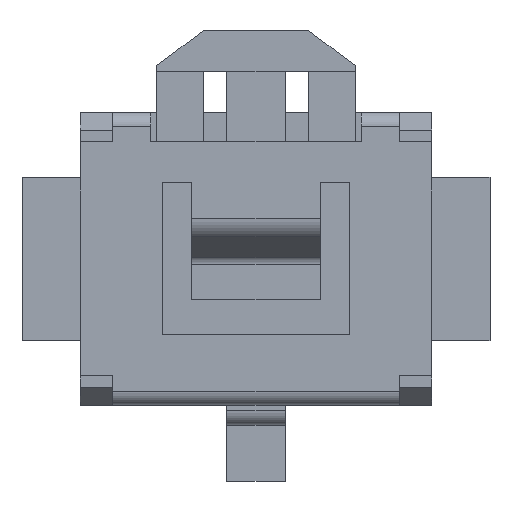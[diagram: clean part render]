
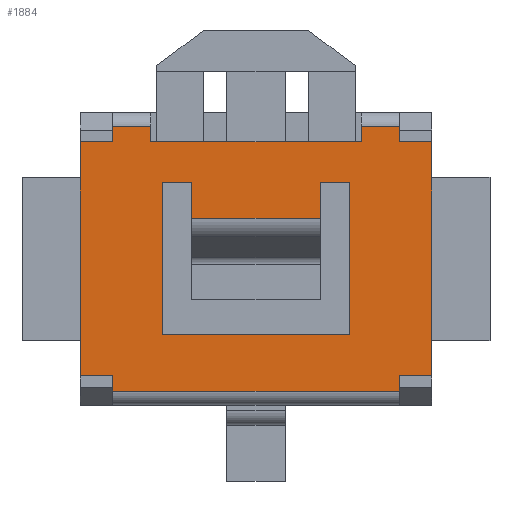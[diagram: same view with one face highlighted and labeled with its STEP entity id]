
A CAD part, top view. The second image highlights one B-rep face of the part: STEP entity #1884.
In plain terms, the highlighted planar face has unit normal (0, 0, 1).
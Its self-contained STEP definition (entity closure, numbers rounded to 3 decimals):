
#13=DIRECTION('',(0.,0.,1.));
#27=VECTOR('',#28,1.);
#28=DIRECTION('',(1.,0.,0.));
#40=VECTOR('',#41,1.);
#41=DIRECTION('',(1.,0.,0.));
#65=VECTOR('',#66,1.);
#66=DIRECTION('',(-1.,0.,0.));
#91=DIRECTION('',(0.,1.,0.));
#109=VECTOR('',#110,1.);
#110=DIRECTION('',(0.,-1.,0.));
#117=VECTOR('',#91,1.);
#148=VECTOR('',#149,1.);
#149=DIRECTION('',(-1.,0.,0.));
#220=VECTOR('',#221,1.);
#221=DIRECTION('',(0.,-1.,0.));
#317=VECTOR('',#318,1.);
#318=DIRECTION('',(0.,1.,0.));
#588=VECTOR('',#589,1.);
#589=DIRECTION('',(-1.,0.,0.));
#609=VECTOR('',#610,1.);
#610=DIRECTION('',(1.,0.,0.));
#989=VERTEX_POINT('',#990);
#990=CARTESIAN_POINT('',(1.5,-0.18,1.2));
#992=ORIENTED_EDGE('',*,*,#993,.T.);
#993=EDGE_CURVE('',#989,#994,#996,.T.);
#994=VERTEX_POINT('',#995);
#995=CARTESIAN_POINT('',(1.5,1.82,1.2));
#996=LINE('',#990,#117);
#1061=VERTEX_POINT('',#1062);
#1062=CARTESIAN_POINT('',(1.225,-0.18,1.2));
#1065=EDGE_CURVE('',#1061,#1066,#1068,.T.);
#1066=VERTEX_POINT('',#1067);
#1067=CARTESIAN_POINT('',(1.225,-0.31,1.2));
#1068=LINE('',#1062,#220);
#1089=VERTEX_POINT('',#1090);
#1090=CARTESIAN_POINT('',(-1.225,-0.18,1.2));
#1092=ORIENTED_EDGE('',*,*,#1093,.T.);
#1093=EDGE_CURVE('',#1089,#1094,#1096,.T.);
#1094=VERTEX_POINT('',#1095);
#1095=CARTESIAN_POINT('',(-1.225,-0.31,1.2));
#1096=LINE('',#1090,#220);
#1209=VERTEX_POINT('',#1210);
#1210=CARTESIAN_POINT('',(-1.5,1.82,1.2));
#1212=ORIENTED_EDGE('',*,*,#1213,.T.);
#1213=EDGE_CURVE('',#1209,#1214,#1216,.T.);
#1214=VERTEX_POINT('',#1215);
#1215=CARTESIAN_POINT('',(-1.5,-0.18,1.2));
#1216=LINE('',#1210,#109);
#1850=VERTEX_POINT('',#1851);
#1851=CARTESIAN_POINT('',(1.225,1.82,1.2));
#1853=ORIENTED_EDGE('',*,*,#1854,.T.);
#1854=EDGE_CURVE('',#1850,#1855,#1857,.T.);
#1855=VERTEX_POINT('',#1856);
#1856=CARTESIAN_POINT('',(1.225,1.95,1.2));
#1857=LINE('',#1851,#317);
#1869=ORIENTED_EDGE('',*,*,#1870,.T.);
#1870=EDGE_CURVE('',#994,#1850,#1871,.T.);
#1871=LINE('',#995,#148);
#1878=ORIENTED_EDGE('',*,*,#1879,.T.);
#1879=EDGE_CURVE('',#1061,#989,#1880,.T.);
#1880=LINE('',#1215,#27);
#1884=ADVANCED_FACE('',(#1885,#1924),#1965,.T.);
#1885=FACE_BOUND('',#1886,.T.);
#1886=EDGE_LOOP('',(#1887,#1092,#1889,#1892,#1878,#992,#1869,#1853,#1893,#1898,#1903,#1907,#1912,#1917,#1922,#1212));
#1887=ORIENTED_EDGE('',*,*,#1888,.T.);
#1888=EDGE_CURVE('',#1214,#1089,#1880,.T.);
#1889=ORIENTED_EDGE('',*,*,#1890,.F.);
#1890=EDGE_CURVE('',#1066,#1094,#1891,.T.);
#1891=LINE('',#1067,#65);
#1892=ORIENTED_EDGE('',*,*,#1065,.F.);
#1893=ORIENTED_EDGE('',*,*,#1894,.F.);
#1894=EDGE_CURVE('',#1895,#1855,#1897,.T.);
#1895=VERTEX_POINT('',#1896);
#1896=CARTESIAN_POINT('',(0.9,1.95,1.2));
#1897=LINE('',#1896,#609);
#1898=ORIENTED_EDGE('',*,*,#1899,.F.);
#1899=EDGE_CURVE('',#1900,#1895,#1902,.T.);
#1900=VERTEX_POINT('',#1901);
#1901=CARTESIAN_POINT('',(0.9,1.82,1.2));
#1902=LINE('',#1901,#317);
#1903=ORIENTED_EDGE('',*,*,#1904,.T.);
#1904=EDGE_CURVE('',#1900,#1905,#1871,.T.);
#1905=VERTEX_POINT('',#1906);
#1906=CARTESIAN_POINT('',(-0.9,1.82,1.2));
#1907=ORIENTED_EDGE('',*,*,#1908,.T.);
#1908=EDGE_CURVE('',#1905,#1909,#1911,.T.);
#1909=VERTEX_POINT('',#1910);
#1910=CARTESIAN_POINT('',(-0.9,1.95,1.2));
#1911=LINE('',#1906,#317);
#1912=ORIENTED_EDGE('',*,*,#1913,.T.);
#1913=EDGE_CURVE('',#1909,#1914,#1916,.T.);
#1914=VERTEX_POINT('',#1915);
#1915=CARTESIAN_POINT('',(-1.225,1.95,1.2));
#1916=LINE('',#1910,#588);
#1917=ORIENTED_EDGE('',*,*,#1918,.F.);
#1918=EDGE_CURVE('',#1919,#1914,#1921,.T.);
#1919=VERTEX_POINT('',#1920);
#1920=CARTESIAN_POINT('',(-1.225,1.82,1.2));
#1921=LINE('',#1920,#317);
#1922=ORIENTED_EDGE('',*,*,#1923,.T.);
#1923=EDGE_CURVE('',#1919,#1209,#1871,.T.);
#1924=FACE_BOUND('',#1925,.T.);
#1925=EDGE_LOOP('',(#1926,#1933,#1938,#1944,#1949,#1954,#1959,#1962));
#1926=ORIENTED_EDGE('',*,*,#1927,.F.);
#1927=EDGE_CURVE('',#1928,#1930,#1932,.T.);
#1928=VERTEX_POINT('',#1929);
#1929=CARTESIAN_POINT('',(-0.8,0.17,1.2));
#1930=VERTEX_POINT('',#1931);
#1931=CARTESIAN_POINT('',(0.8,0.17,1.2));
#1932=LINE('',#1929,#27);
#1933=ORIENTED_EDGE('',*,*,#1934,.F.);
#1934=EDGE_CURVE('',#1935,#1928,#1937,.T.);
#1935=VERTEX_POINT('',#1936);
#1936=CARTESIAN_POINT('',(-0.8,1.47,1.2));
#1937=LINE('',#1936,#109);
#1938=ORIENTED_EDGE('',*,*,#1939,.F.);
#1939=EDGE_CURVE('',#1940,#1935,#1942,.T.);
#1940=VERTEX_POINT('',#1941);
#1941=CARTESIAN_POINT('',(-0.55,1.47,1.2));
#1942=LINE('',#1943,#148);
#1943=CARTESIAN_POINT('',(0.8,1.47,1.2));
#1944=ORIENTED_EDGE('',*,*,#1945,.T.);
#1945=EDGE_CURVE('',#1940,#1946,#1948,.T.);
#1946=VERTEX_POINT('',#1947);
#1947=CARTESIAN_POINT('',(-0.55,1.167,1.2));
#1948=LINE('',#1941,#220);
#1949=ORIENTED_EDGE('',*,*,#1950,.T.);
#1950=EDGE_CURVE('',#1946,#1951,#1953,.T.);
#1951=VERTEX_POINT('',#1952);
#1952=CARTESIAN_POINT('',(0.55,1.167,1.2));
#1953=LINE('',#1947,#40);
#1954=ORIENTED_EDGE('',*,*,#1955,.F.);
#1955=EDGE_CURVE('',#1956,#1951,#1958,.T.);
#1956=VERTEX_POINT('',#1957);
#1957=CARTESIAN_POINT('',(0.55,1.47,1.2));
#1958=LINE('',#1957,#220);
#1959=ORIENTED_EDGE('',*,*,#1960,.F.);
#1960=EDGE_CURVE('',#1961,#1956,#1942,.T.);
#1961=VERTEX_POINT('',#1943);
#1962=ORIENTED_EDGE('',*,*,#1963,.F.);
#1963=EDGE_CURVE('',#1930,#1961,#1964,.T.);
#1964=LINE('',#1931,#117);
#1965=PLANE('',#1966);
#1966=AXIS2_PLACEMENT_3D('',#1967,#13,#28);
#1967=CARTESIAN_POINT('',(0.,0.82,1.2));
